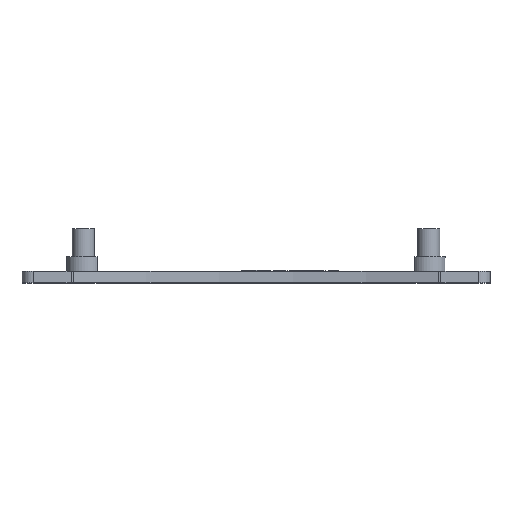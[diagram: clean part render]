
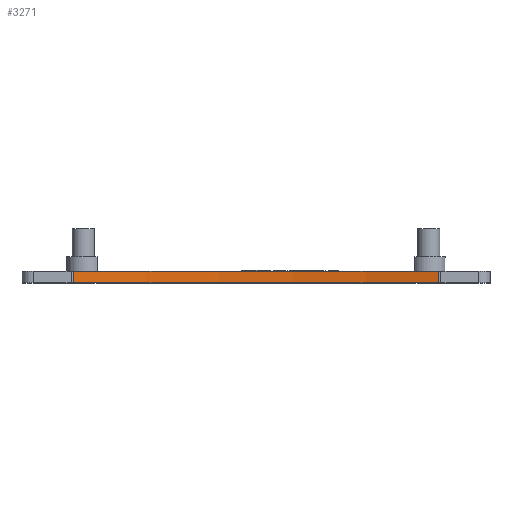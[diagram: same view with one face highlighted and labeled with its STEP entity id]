
A CAD part, top view. The second image highlights one B-rep face of the part: STEP entity #3271.
In plain terms, the highlighted cylindrical face has radius 200 mm (diameter 400 mm), a partial arc.
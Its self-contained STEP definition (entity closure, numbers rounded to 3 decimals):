
#404=FACE_OUTER_BOUND('',#626,.T.);
#626=EDGE_LOOP('',(#2580,#2581,#2582,#2583));
#892=LINE('',#6839,#1176);
#893=LINE('',#6840,#1177);
#1176=VECTOR('',#3971,1000.);
#1177=VECTOR('',#3972,1000.);
#1378=CIRCLE('',#3467,200.);
#1384=CIRCLE('',#3474,200.);
#1478=VERTEX_POINT('',#4486);
#1479=VERTEX_POINT('',#4488);
#1561=VERTEX_POINT('',#5177);
#1562=VERTEX_POINT('',#5179);
#1807=EDGE_CURVE('',#1478,#1479,#1378,.T.);
#1894=EDGE_CURVE('',#1561,#1562,#1384,.T.);
#1993=EDGE_CURVE('',#1561,#1479,#892,.T.);
#1994=EDGE_CURVE('',#1478,#1562,#893,.T.);
#2580=ORIENTED_EDGE('',*,*,#1894,.F.);
#2581=ORIENTED_EDGE('',*,*,#1993,.T.);
#2582=ORIENTED_EDGE('',*,*,#1807,.F.);
#2583=ORIENTED_EDGE('',*,*,#1994,.T.);
#3205=CYLINDRICAL_SURFACE('',#3529,200.);
#3271=ADVANCED_FACE('',(#404),#3205,.F.);
#3467=AXIS2_PLACEMENT_3D('',#4489,#3751,#3752);
#3474=AXIS2_PLACEMENT_3D('',#5180,#3804,#3805);
#3529=AXIS2_PLACEMENT_3D('',#6838,#3969,#3970);
#3751=DIRECTION('center_axis',(0.,-1.,0.));
#3752=DIRECTION('ref_axis',(-1.,0.,0.));
#3804=DIRECTION('center_axis',(0.,1.,0.));
#3805=DIRECTION('ref_axis',(1.,0.,0.));
#3969=DIRECTION('center_axis',(0.,-1.,0.));
#3970=DIRECTION('ref_axis',(1.,0.,0.));
#3971=DIRECTION('',(0.,1.,0.));
#3972=DIRECTION('',(0.,-1.,0.));
#4486=CARTESIAN_POINT('',(-49.043,121.6,97.908));
#4488=CARTESIAN_POINT('',(49.043,121.6,97.908));
#4489=CARTESIAN_POINT('Origin',(0.,121.6,291.802));
#5177=CARTESIAN_POINT('',(49.043,118.6,97.908));
#5179=CARTESIAN_POINT('',(-49.043,118.6,97.908));
#5180=CARTESIAN_POINT('Origin',(0.,118.6,291.802));
#6838=CARTESIAN_POINT('Origin',(0.,255.125,
291.802));
#6839=CARTESIAN_POINT('',(49.043,255.125,97.908));
#6840=CARTESIAN_POINT('',(-49.043,255.125,97.908));
